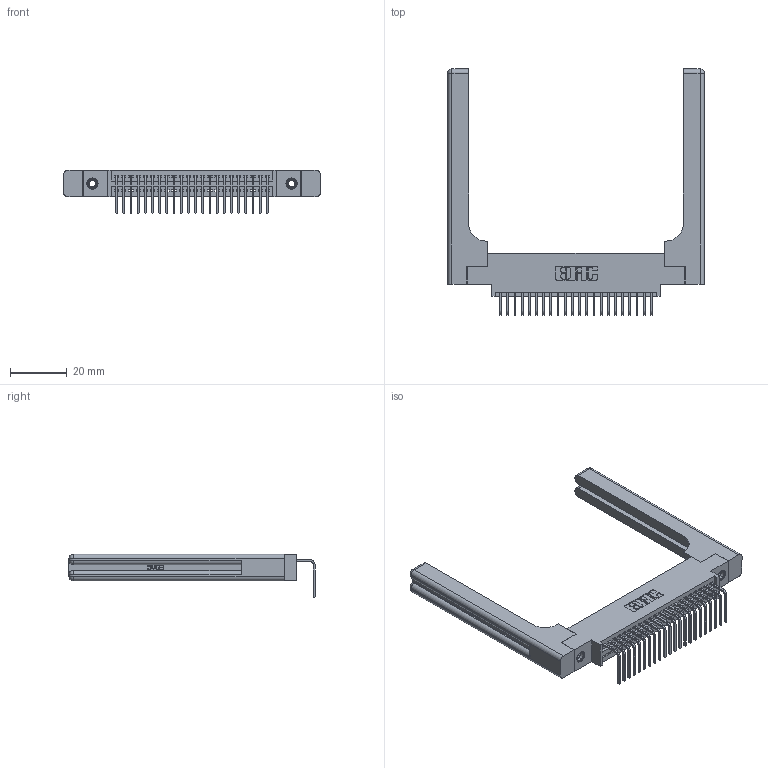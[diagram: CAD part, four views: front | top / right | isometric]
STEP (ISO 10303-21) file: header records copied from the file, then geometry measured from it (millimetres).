
FILE_DESCRIPTION (( 'STEP AP203' ), '1' );
FILE_NAME ('395-022-558-658.STEP', '2019-10-11T04:34:27', ( '' ), ( '' ), 'SwSTEP 2.0', 'SolidWorks 2016', '' );
FILE_SCHEMA (( 'CONFIG_CONTROL_DESIGN' ));
Length unit declared in the file: inch
Products named in the file (5): 395-022-558-658; 345 Part_0.170 Offset - 0.156 Dia-TH; 345-292-001_558 Tail - 2; 345-250-001_345-250-001-102; 345-220-058_345-220-058
Assembly tree (27 placements, depth 2):
  395-022-558-658
    345 Part_0.170 Offset - 0.156 Dia-TH
    345-292-001_558 Tail - 2  x22
    345-250-001_345-250-001-102  x2
    345-220-058_345-220-058  x2
Bounding box: 90.91 x 87.11 x 15.37 mm (x, y, z)
Volume: 16935.4 mm3; surface area: 16794.4 mm2
Topology: 27 solids, 27 shells, 1706 faces, 5023 edges, 3298 vertices
Faces by surface type: plane 1156, cylinder 490, bspline 36, cone 12, sphere 8, torus 4
Entity records: 24648 total; most frequent: CARTESIAN_POINT 5243, ORIENTED_EDGE 3996, DIRECTION 3554, EDGE_CURVE 1998, VECTOR 1686, LINE 1686, VERTEX_POINT 1322, AXIS2_PLACEMENT_3D 934
